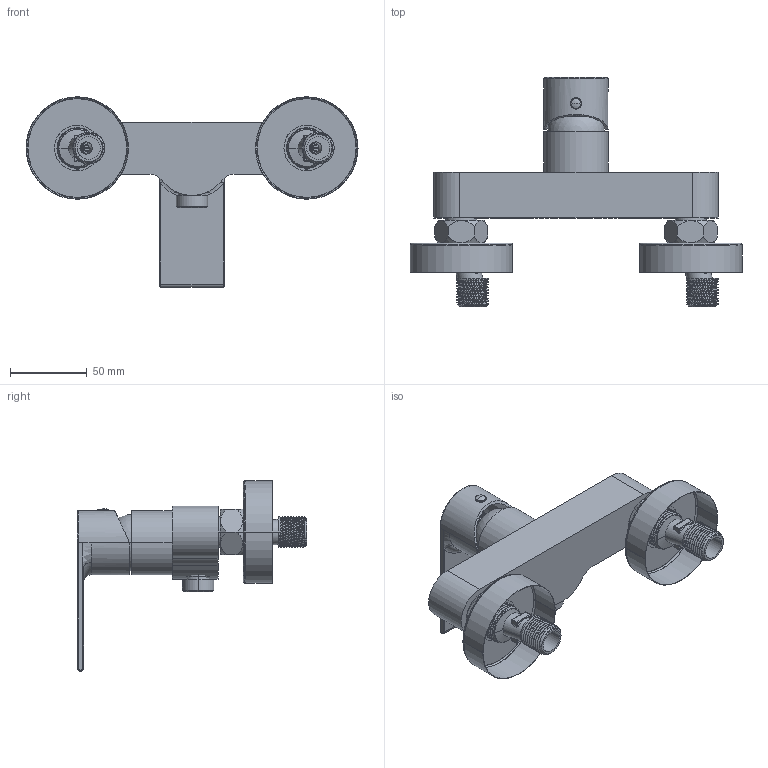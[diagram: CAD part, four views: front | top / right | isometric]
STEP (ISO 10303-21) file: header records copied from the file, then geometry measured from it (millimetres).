
FILE_DESCRIPTION (( 'STEP AP203' ), '1' );
FILE_NAME ('Z8015009GW (10120022).STEP', '2018-09-12T19:31:06', ( '' ), ( '' ), 'SwSTEP 2.0', 'SolidWorks 2018', '' );
FILE_SCHEMA (( 'CONFIG_CONTROL_DESIGN' ));
Length unit declared in the file: inch
Products named in the file (18): Z8015009GW (10120022); 8035009-442_AF0.stp; Z8015009GW (10120022).stp; 8003020-442.stp; Z8001001072_AF5.stp; JQ-16X2.stp; E-35AZSD_AF2.stp; Z8015009012_AF0.stp; PQ-24_1X15X2_5.stp; Z8003020302.stp; 1022001-062_AF5.stp; DS-M5X5-P_AF5.stp; 8036013-322.stp; 8002009-432.stp; LZ-6_5_AF5.stp; Z8015020092_AF1.stp; Z8002020042.stp; JQ-14X2_5_AF0.stp
Assembly tree (23 placements, depth 3):
  Z8015009GW (10120022)
    Z8015009GW (10120022).stp
      Z8015009012_AF0.stp
      8003020-442.stp  x2
      JQ-16X2.stp  x2
      8002009-432.stp  x2
      PQ-24_1X15X2_5.stp  x2
      8036013-322.stp  x2
      Z8003020302.stp  x2
      Z8002020042.stp
      E-35AZSD_AF2.stp
      1022001-062_AF5.stp
      Z8001001072_AF5.stp
      Z8015020092_AF1.stp
      DS-M5X5-P_AF5.stp
      LZ-6_5_AF5.stp
      8035009-442_AF0.stp
      JQ-14X2_5_AF0.stp
Bounding box: 217 x 149.8 x 124.5 mm (x, y, z)
Volume: 31979.8 mm3; surface area: 139687.7 mm2
Topology: 17 solids, 42 shells, 2087 faces, 5697 edges, 3684 vertices
Faces by surface type: cylinder 1393, plane 324, bspline 158, cone 138, torus 50, sphere 24
Entity records: 63603 total; most frequent: CARTESIAN_POINT 28222, ORIENTED_EDGE 7000, DIRECTION 6755, EDGE_CURVE 3526, AXIS2_PLACEMENT_3D 2781, VERTEX_POINT 2279, EDGE_LOOP 1791, CIRCLE 1540
